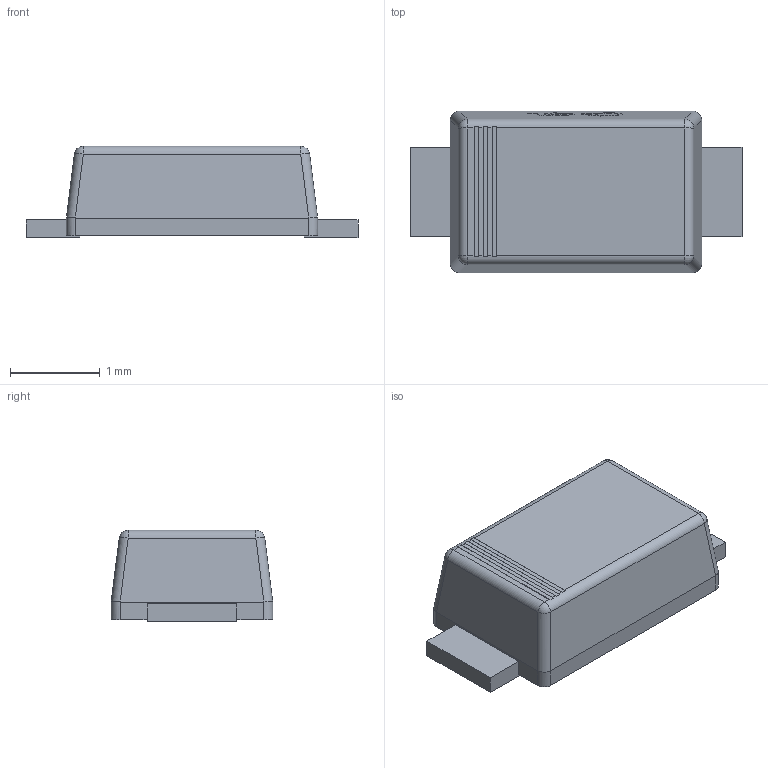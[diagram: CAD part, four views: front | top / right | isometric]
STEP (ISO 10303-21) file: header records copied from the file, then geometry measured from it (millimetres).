
FILE_DESCRIPTION (( 'STEP AP214' ), '1' );
FILE_NAME ('DO-219AB_L2.8-W1.8-H1.0-LS3.7.step', '2022-07-04T10:24:21', ( '' ), ( '' ), 'SwSTEP 2.0', 'SolidWorks 2020', '' );
FILE_SCHEMA (( 'AUTOMOTIVE_DESIGN' ));
Length unit declared in the file: millimetre
Products named in the file (1): DO-219AB_L2.8-W1.8-H1.0-LS3.7
Bounding box: 3.7 x 1.8 x 1.02 mm (x, y, z)
Volume: 4.8 mm3; surface area: 20 mm2
Topology: 1 solids, 1 shells, 274 faces, 747 edges, 494 vertices
Faces by surface type: plane 160, bspline 98, cylinder 12, sphere 4
Entity records: 12143 total; most frequent: CARTESIAN_POINT 2858, ORIENTED_EDGE 1494, DIRECTION 917, EDGE_CURVE 747, VECTOR 507, LINE 507, VERTEX_POINT 494, EDGE_LOOP 293
